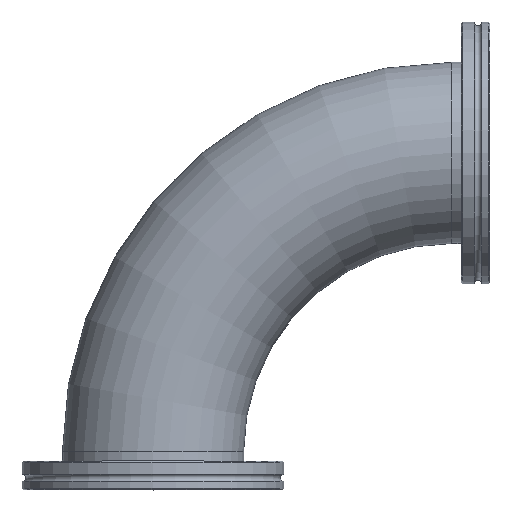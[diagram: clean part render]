
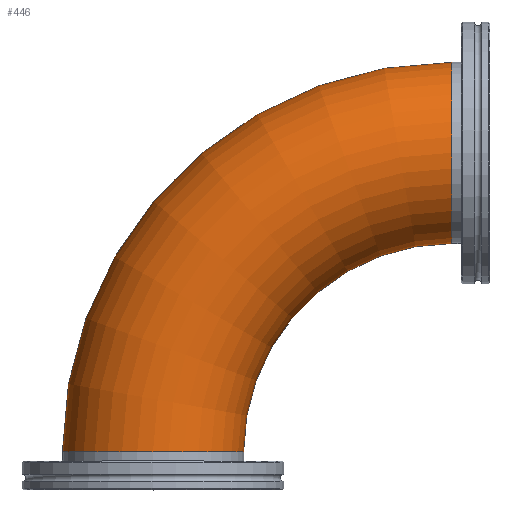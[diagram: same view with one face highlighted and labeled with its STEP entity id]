
A CAD part, top view. The second image highlights one B-rep face of the part: STEP entity #446.
In plain terms, the highlighted toroidal (fillet/blend) face has major radius 125.5 mm and minor radius 38.05 mm.
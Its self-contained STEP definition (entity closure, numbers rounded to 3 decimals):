
#52=TOROIDAL_SURFACE('',#536,125.5,38.05);
#58=FACE_OUTER_BOUND('',#84,.T.);
#84=EDGE_LOOP('',(#324,#325,#326,#327,#328,#329));
#152=CIRCLE('',#534,38.05);
#153=CIRCLE('',#535,38.05);
#154=CIRCLE('',#537,87.45);
#155=CIRCLE('',#538,38.05);
#156=CIRCLE('',#539,38.05);
#200=VERTEX_POINT('',#801);
#201=VERTEX_POINT('',#803);
#202=VERTEX_POINT('',#807);
#203=VERTEX_POINT('',#809);
#250=EDGE_CURVE('',#200,#201,#152,.T.);
#251=EDGE_CURVE('',#201,#200,#153,.T.);
#252=EDGE_CURVE('',#201,#202,#154,.T.);
#253=EDGE_CURVE('',#202,#203,#155,.T.);
#254=EDGE_CURVE('',#203,#202,#156,.T.);
#324=ORIENTED_EDGE('',*,*,#250,.F.);
#325=ORIENTED_EDGE('',*,*,#251,.F.);
#326=ORIENTED_EDGE('',*,*,#252,.T.);
#327=ORIENTED_EDGE('',*,*,#253,.T.);
#328=ORIENTED_EDGE('',*,*,#254,.T.);
#329=ORIENTED_EDGE('',*,*,#252,.F.);
#446=ADVANCED_FACE('',(#58),#52,.T.);
#534=AXIS2_PLACEMENT_3D('',#804,#632,#633);
#535=AXIS2_PLACEMENT_3D('',#805,#634,#635);
#536=AXIS2_PLACEMENT_3D('',#806,#636,#637);
#537=AXIS2_PLACEMENT_3D('',#808,#638,#639);
#538=AXIS2_PLACEMENT_3D('',#810,#640,#641);
#539=AXIS2_PLACEMENT_3D('',#811,#642,#643);
#632=DIRECTION('center_axis',(1.,0.,0.));
#633=DIRECTION('ref_axis',(0.,-1.,0.));
#634=DIRECTION('center_axis',(1.,0.,0.));
#635=DIRECTION('ref_axis',(0.,-1.,0.));
#636=DIRECTION('center_axis',(0.,0.,-1.));
#637=DIRECTION('ref_axis',(-1.,0.,0.));
#638=DIRECTION('center_axis',(0.,0.,1.));
#639=DIRECTION('ref_axis',(-1.,0.,0.));
#640=DIRECTION('center_axis',(0.,1.,0.));
#641=DIRECTION('ref_axis',(1.,0.,0.));
#642=DIRECTION('center_axis',(0.,1.,0.));
#643=DIRECTION('ref_axis',(1.,0.,0.));
#801=CARTESIAN_POINT('',(-16.,179.55,0.));
#803=CARTESIAN_POINT('',(-16.,103.45,0.));
#804=CARTESIAN_POINT('Origin',(-16.,141.5,0.));
#805=CARTESIAN_POINT('Origin',(-16.,141.5,0.));
#806=CARTESIAN_POINT('Origin',(-16.,16.,0.));
#807=CARTESIAN_POINT('',(-103.45,16.,0.));
#808=CARTESIAN_POINT('Origin',(-16.,16.,0.));
#809=CARTESIAN_POINT('',(-179.55,16.,0.));
#810=CARTESIAN_POINT('Origin',(-141.5,16.,0.));
#811=CARTESIAN_POINT('Origin',(-141.5,16.,0.));
